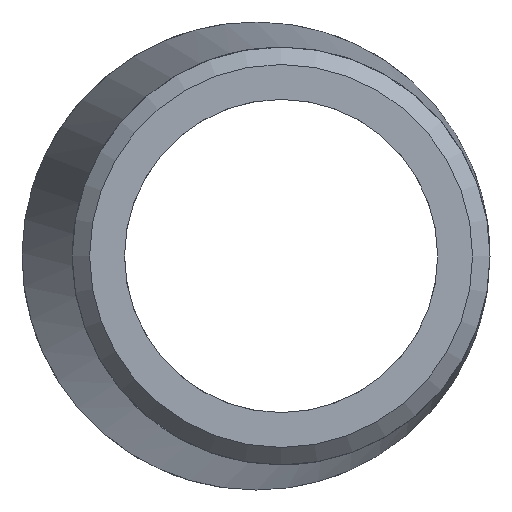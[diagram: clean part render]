
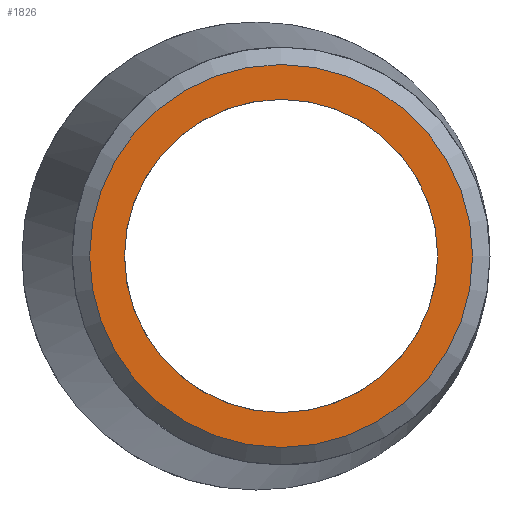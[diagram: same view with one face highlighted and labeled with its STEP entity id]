
A CAD part, left-side view. The second image highlights one B-rep face of the part: STEP entity #1826.
In plain terms, the highlighted planar face has unit normal (-1, 0, 0).
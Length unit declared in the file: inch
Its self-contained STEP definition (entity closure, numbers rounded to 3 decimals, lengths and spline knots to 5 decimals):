
#363 = CARTESIAN_POINT ( 'NONE',  ( 0., -0.23228, 0. ) ) ;
#400 = PLANE ( 'NONE',  #1531 ) ;
#429 = DIRECTION ( 'NONE',  ( 1., 0., 0. ) ) ;
#551 = DIRECTION ( 'NONE',  ( 0., 0., -1. ) ) ;
#557 = EDGE_CURVE ( 'NONE', #765, #765, #1375, .T. ) ;
#559 = CARTESIAN_POINT ( 'NONE',  ( 0., 0., 0. ) ) ;
#576 = DIRECTION ( 'NONE',  ( 1., 0., 0. ) ) ;
#704 = EDGE_LOOP ( 'NONE', ( #1748 ) ) ;
#765 = VERTEX_POINT ( 'NONE', #1491 ) ;
#787 = CIRCLE ( 'NONE', #1177, 1.44882 ) ;
#834 = AXIS2_PLACEMENT_3D ( 'NONE', #918, #576, #1498 ) ;
#918 = CARTESIAN_POINT ( 'NONE',  ( 0., -0.23228, 0. ) ) ;
#1096 = EDGE_CURVE ( 'NONE', #1665, #1665, #787, .T. ) ;
#1177 = AXIS2_PLACEMENT_3D ( 'NONE', #363, #1456, #1764 ) ;
#1375 = CIRCLE ( 'NONE', #834, 1.77165 ) ;
#1392 = FACE_BOUND ( 'NONE', #704, .T. ) ;
#1416 = FACE_OUTER_BOUND ( 'NONE', #1946, .T. ) ;
#1456 = DIRECTION ( 'NONE',  ( 1., 0., 0. ) ) ;
#1491 = CARTESIAN_POINT ( 'NONE',  ( 0., -0.23228, -1.77165 ) ) ;
#1498 = DIRECTION ( 'NONE',  ( 0., 0., -1. ) ) ;
#1508 = CARTESIAN_POINT ( 'NONE',  ( 0., -0.23228, -1.44882 ) ) ;
#1518 = ORIENTED_EDGE ( 'NONE', *, *, #557, .F. ) ;
#1531 = AXIS2_PLACEMENT_3D ( 'NONE', #559, #429, #551 ) ;
#1665 = VERTEX_POINT ( 'NONE', #1508 ) ;
#1748 = ORIENTED_EDGE ( 'NONE', *, *, #1096, .T. ) ;
#1764 = DIRECTION ( 'NONE',  ( 0., 0., -1. ) ) ;
#1826 = ADVANCED_FACE ( 'NONE', ( #1392, #1416 ), #400, .F. ) ;
#1946 = EDGE_LOOP ( 'NONE', ( #1518 ) ) ;
